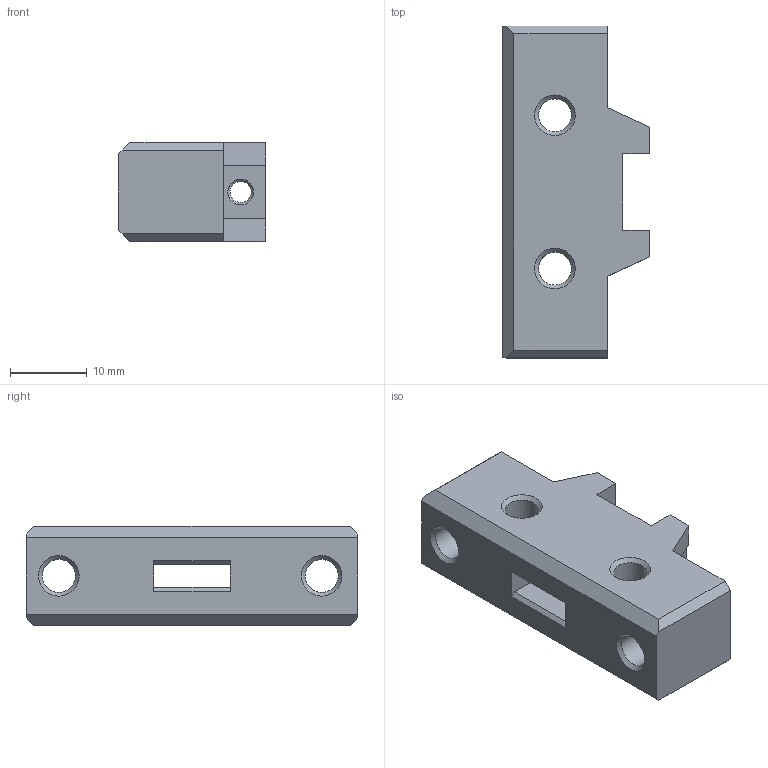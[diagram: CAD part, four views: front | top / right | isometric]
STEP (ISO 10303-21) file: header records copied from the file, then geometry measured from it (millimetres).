
FILE_DESCRIPTION(/* description */ (''),/* implementation_level */ '2;1');
FILE_NAME(/* name */ '02_37__XP__Tensioner_GT2_Z_Axis___V2.0.step',/* time_stamp */ '2025-04-03T11:28:45+02:00',/* author */ (''),/* organization */ (''),/* preprocessor_version */ 'ST-DEVELOPER v20.1',/* originating_system */ 'Autodesk Translation Framework v14.4.0.0',/* authorisation */ '');
FILE_SCHEMA (('AUTOMOTIVE_DESIGN { 1 0 10303 214 3 1 1 }'));
Length unit declared in the file: millimetre
Products named in the file (1): 02_37__XP__Tensioner_GT2_Z_Axis___V2.0
Bounding box: 19.2 x 43.3 x 12.95 mm (x, y, z)
Volume: 7066.1 mm3; surface area: 3875.2 mm2
Topology: 1 solids, 1 shells, 55 faces, 156 edges, 100 vertices
Faces by surface type: plane 37, cone 12, cylinder 6
Full cylindrical faces by diameter (mm): 2.75 x2, 4.3 x4
Entity records: 1822 total; most frequent: CARTESIAN_POINT 328, ORIENTED_EDGE 312, DIRECTION 288, EDGE_CURVE 156, LINE 120, VECTOR 120, VERTEX_POINT 100, AXIS2_PLACEMENT_3D 84
